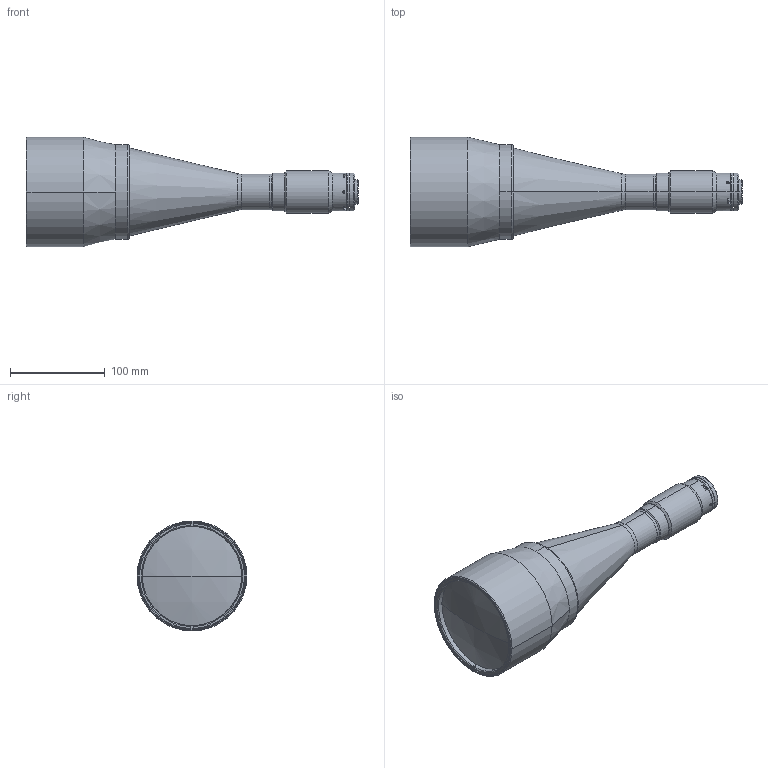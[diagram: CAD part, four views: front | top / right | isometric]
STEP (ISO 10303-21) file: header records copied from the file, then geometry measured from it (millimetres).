
FILE_DESCRIPTION (( 'STEP AP203' ), '1' );
FILE_NAME ('DP71438_TC4MHR080-C.step', '2021-10-05T10:12:08', ( '' ), ( '' ), 'SwSTEP 2.0', 'SolidWorks 2021', '' );
FILE_SCHEMA (( 'CONFIG_CONTROL_DESIGN' ));
Length unit declared in the file: millimetre
Products named in the file (1): DP71438_TC4MHR080-C
Bounding box: 351.14 x 116 x 116 mm (x, y, z)
Surface area: 107453.5 mm2 (no closed solid volume)
Topology: 0 solids, 15 shells, 124 faces, 344 edges, 236 vertices
Faces by surface type: plane 46, cylinder 36, cone 28, torus 12, sphere 2
Entity records: 4185 total; most frequent: CARTESIAN_POINT 867, DIRECTION 745, ORIENTED_EDGE 563, EDGE_CURVE 344, AXIS2_PLACEMENT_3D 298, VERTEX_POINT 236, CIRCLE 173, LINE 149
